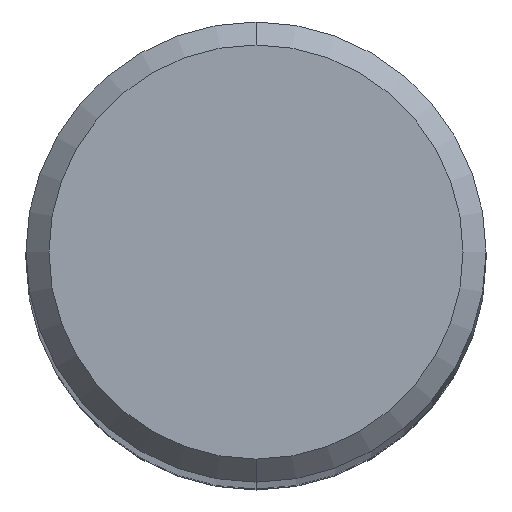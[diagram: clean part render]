
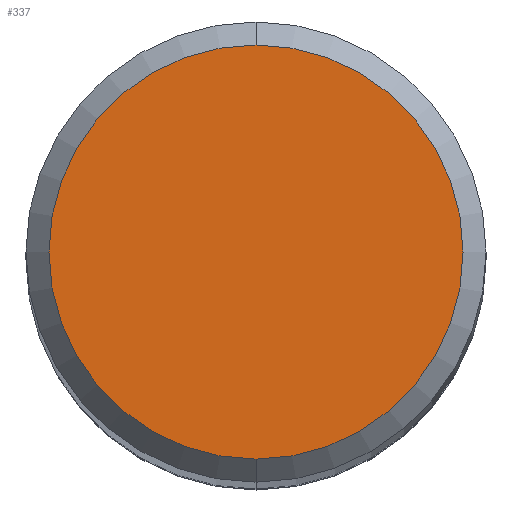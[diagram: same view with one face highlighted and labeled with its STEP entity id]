
A CAD part, top view. The second image highlights one B-rep face of the part: STEP entity #337.
In plain terms, the highlighted planar face has unit normal (0, 0, 1).
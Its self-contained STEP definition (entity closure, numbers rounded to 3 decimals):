
#205=EDGE_CURVE('',#237,#395,#521,.T.);
#237=VERTEX_POINT('',#555);
#271=EDGE_CURVE('',#395,#237,#593,.T.);
#337=ADVANCED_FACE('',(#666),#667,.T.);
#395=VERTEX_POINT('',#731);
#521=CIRCLE('',#874,4.5);
#555=CARTESIAN_POINT('',(0.0,4.5,0.0));
#593=CIRCLE('',#1044,4.5);
#666=FACE_OUTER_BOUND('',#1253,.T.);
#667=PLANE('',#1254);
#731=CARTESIAN_POINT('',(0.,-4.5,0.0));
#874=AXIS2_PLACEMENT_3D('',#1533,#1534,#1535);
#1044=AXIS2_PLACEMENT_3D('',#1602,#1603,#1604);
#1253=EDGE_LOOP('',(#1697,#1698));
#1254=AXIS2_PLACEMENT_3D('',#1699,#1700,#1701);
#1533=CARTESIAN_POINT('',(0.0,0.0,0.0));
#1534=DIRECTION('',(0.0,0.0,-1.0));
#1535=DIRECTION('',(0.0,1.0,0.0));
#1602=CARTESIAN_POINT('',(0.0,0.0,0.0));
#1603=DIRECTION('',(0.0,0.0,-1.0));
#1604=DIRECTION('',(0.0,1.0,0.0));
#1697=ORIENTED_EDGE('',*,*,#205,.F.);
#1698=ORIENTED_EDGE('',*,*,#271,.F.);
#1699=CARTESIAN_POINT('',(0.0,2.25,0.0));
#1700=DIRECTION('',(-0.0,0.0,1.0));
#1701=DIRECTION('',(0.0,-1.0,0.0));
